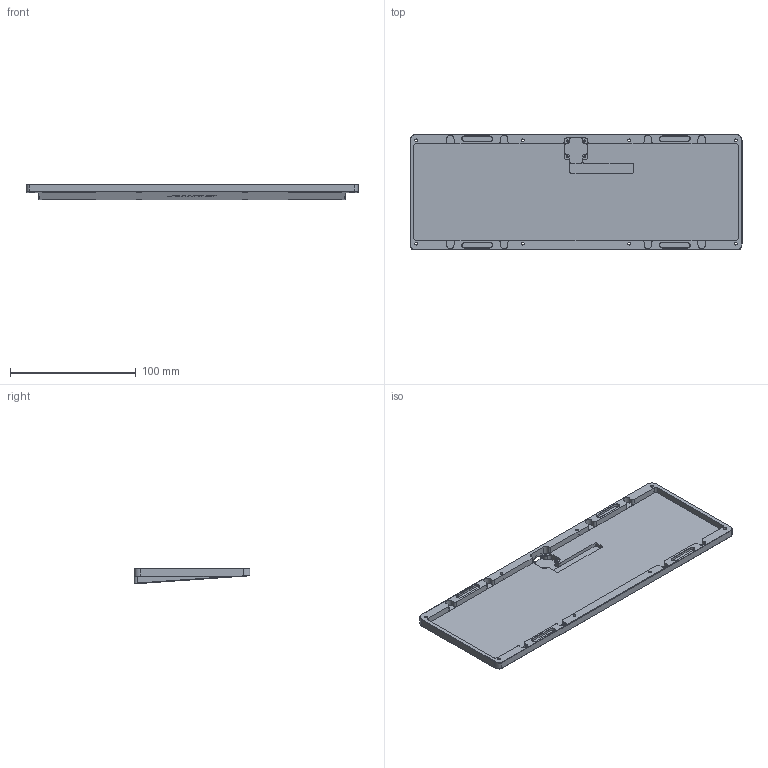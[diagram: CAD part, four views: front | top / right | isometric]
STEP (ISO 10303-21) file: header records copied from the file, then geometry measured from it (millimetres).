
FILE_DESCRIPTION(/* description */ (''),/* implementation_level */ '2;1');
FILE_NAME(/* name */ 'Bottom_no_text.step',/* time_stamp */ '2023-01-28T12:11:11+10:30',/* author */ (''),/* organization */ (''),/* preprocessor_version */ 'ST-DEVELOPER v19.2',/* originating_system */ 'Autodesk Translation Framework v11.17.0.187',/* authorisation */ '');
FILE_SCHEMA (('AUTOMOTIVE_DESIGN { 1 0 10303 214 3 1 1 }'));
Length unit declared in the file: millimetre
Products named in the file (1): Bottom
Bounding box: 264.12 x 92.15 x 12.41 mm (x, y, z)
Volume: 113284.1 mm3; surface area: 60443.1 mm2
Topology: 1 solids, 1 shells, 368 faces, 973 edges, 629 vertices
Faces by surface type: plane 168, cylinder 122, bspline 56, cone 22
Full cylindrical faces by diameter (mm): 1.623 x4, 2.2 x8, 4 x8
Entity records: 11780 total; most frequent: CARTESIAN_POINT 2775, ORIENTED_EDGE 1938, DIRECTION 1739, EDGE_CURVE 969, VERTEX_POINT 629, LINE 593, VECTOR 593, AXIS2_PLACEMENT_3D 573
